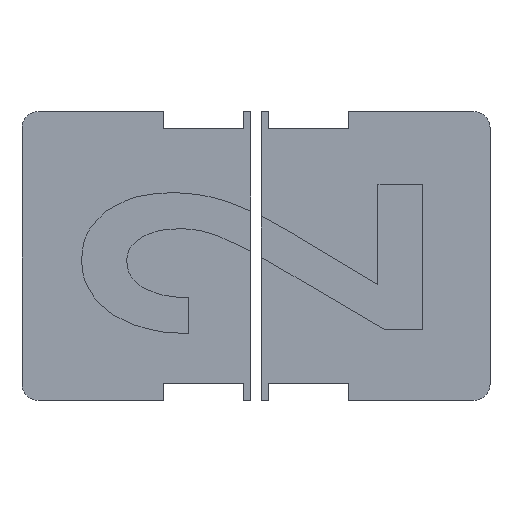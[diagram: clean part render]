
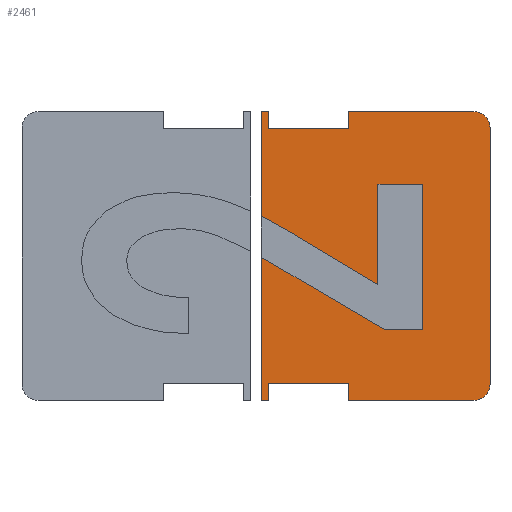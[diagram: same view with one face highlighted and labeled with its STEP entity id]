
A CAD part, top view. The second image highlights one B-rep face of the part: STEP entity #2461.
In plain terms, the highlighted planar face has unit normal (0, 0, 1).
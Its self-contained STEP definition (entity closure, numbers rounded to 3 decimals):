
#19=CIRCLE('',#2584,3.);
#20=CIRCLE('',#2587,3.);
#177=FACE_OUTER_BOUND('',#311,.T.);
#311=EDGE_LOOP('',(#2006,#2007,#2008,#2009,#2010,#2011,#2012,#2013,#2014,
#2015,#2016,#2017,#2018,#2019,#2020,#2021,#2022,#2023,#2024,#2025,#2026,
#2027,#2028));
#476=LINE('',#4133,#716);
#479=LINE('',#4139,#719);
#482=LINE('',#4145,#722);
#486=LINE('',#4186,#726);
#489=LINE('',#4192,#729);
#492=LINE('',#4196,#732);
#495=LINE('',#4234,#735);
#496=LINE('',#4236,#736);
#499=LINE('',#4242,#739);
#501=LINE('',#4246,#741);
#503=LINE('',#4250,#743);
#505=LINE('',#4253,#745);
#506=LINE('',#4256,#746);
#508=LINE('',#4260,#748);
#510=LINE('',#4264,#750);
#512=LINE('',#4268,#752);
#514=LINE('',#4272,#754);
#517=LINE('',#4280,#757);
#520=LINE('',#4287,#760);
#716=VECTOR('',#2813,10.);
#719=VECTOR('',#2818,10.);
#722=VECTOR('',#2823,10.);
#726=VECTOR('',#2829,10.);
#729=VECTOR('',#2834,10.);
#732=VECTOR('',#2839,10.);
#735=VECTOR('',#2846,10.);
#736=VECTOR('',#2847,10.);
#739=VECTOR('',#2852,10.);
#741=VECTOR('',#2856,10.);
#743=VECTOR('',#2860,10.);
#745=VECTOR('',#2864,10.);
#746=VECTOR('',#2867,10.);
#748=VECTOR('',#2871,10.);
#750=VECTOR('',#2875,10.);
#752=VECTOR('',#2879,10.);
#754=VECTOR('',#2883,10.);
#757=VECTOR('',#2892,10.);
#760=VECTOR('',#2901,10.);
#900=B_SPLINE_CURVE_WITH_KNOTS('',3,(#4175,#4176,#4177,#4178),
 .UNSPECIFIED.,.F.,.F.,(4,4),(0.363,0.697),
 .UNSPECIFIED.);
#903=B_SPLINE_CURVE_WITH_KNOTS('',3,(#4227,#4228,#4229,#4230),
 .UNSPECIFIED.,.F.,.F.,(4,4),(0.,0.007),.UNSPECIFIED.);
#1081=VERTEX_POINT('',#4130);
#1082=VERTEX_POINT('',#4132);
#1084=VERTEX_POINT('',#4138);
#1086=VERTEX_POINT('',#4144);
#1088=VERTEX_POINT('',#4164);
#1091=VERTEX_POINT('',#4183);
#1092=VERTEX_POINT('',#4185);
#1094=VERTEX_POINT('',#4191);
#1096=VERTEX_POINT('',#4220);
#1097=VERTEX_POINT('',#4232);
#1098=VERTEX_POINT('',#4235);
#1099=VERTEX_POINT('',#4239);
#1100=VERTEX_POINT('',#4241);
#1101=VERTEX_POINT('',#4245);
#1102=VERTEX_POINT('',#4249);
#1103=VERTEX_POINT('',#4255);
#1104=VERTEX_POINT('',#4259);
#1105=VERTEX_POINT('',#4263);
#1106=VERTEX_POINT('',#4267);
#1107=VERTEX_POINT('',#4271);
#1108=VERTEX_POINT('',#4275);
#1109=VERTEX_POINT('',#4279);
#1110=VERTEX_POINT('',#4283);
#1379=EDGE_CURVE('',#1082,#1081,#476,.T.);
#1382=EDGE_CURVE('',#1084,#1082,#479,.T.);
#1385=EDGE_CURVE('',#1086,#1084,#482,.T.);
#1389=EDGE_CURVE('',#1088,#1086,#900,.T.);
#1392=EDGE_CURVE('',#1092,#1091,#486,.T.);
#1395=EDGE_CURVE('',#1094,#1092,#489,.T.);
#1398=EDGE_CURVE('',#1081,#1094,#492,.T.);
#1402=EDGE_CURVE('',#1091,#1096,#903,.T.);
#1404=EDGE_CURVE('',#1096,#1097,#495,.T.);
#1405=EDGE_CURVE('',#1098,#1088,#496,.T.);
#1408=EDGE_CURVE('',#1100,#1099,#499,.T.);
#1410=EDGE_CURVE('',#1101,#1100,#501,.T.);
#1412=EDGE_CURVE('',#1102,#1101,#503,.T.);
#1414=EDGE_CURVE('',#1097,#1102,#505,.T.);
#1415=EDGE_CURVE('',#1103,#1098,#506,.T.);
#1417=EDGE_CURVE('',#1104,#1103,#508,.T.);
#1419=EDGE_CURVE('',#1105,#1104,#510,.T.);
#1421=EDGE_CURVE('',#1106,#1105,#512,.T.);
#1423=EDGE_CURVE('',#1107,#1106,#514,.T.);
#1425=EDGE_CURVE('',#1108,#1107,#19,.T.);
#1427=EDGE_CURVE('',#1109,#1108,#517,.T.);
#1429=EDGE_CURVE('',#1110,#1109,#20,.T.);
#1431=EDGE_CURVE('',#1099,#1110,#520,.T.);
#2006=ORIENTED_EDGE('',*,*,#1402,.T.);
#2007=ORIENTED_EDGE('',*,*,#1404,.T.);
#2008=ORIENTED_EDGE('',*,*,#1414,.T.);
#2009=ORIENTED_EDGE('',*,*,#1412,.T.);
#2010=ORIENTED_EDGE('',*,*,#1410,.T.);
#2011=ORIENTED_EDGE('',*,*,#1408,.T.);
#2012=ORIENTED_EDGE('',*,*,#1431,.T.);
#2013=ORIENTED_EDGE('',*,*,#1429,.T.);
#2014=ORIENTED_EDGE('',*,*,#1427,.T.);
#2015=ORIENTED_EDGE('',*,*,#1425,.T.);
#2016=ORIENTED_EDGE('',*,*,#1423,.T.);
#2017=ORIENTED_EDGE('',*,*,#1421,.T.);
#2018=ORIENTED_EDGE('',*,*,#1419,.T.);
#2019=ORIENTED_EDGE('',*,*,#1417,.T.);
#2020=ORIENTED_EDGE('',*,*,#1415,.T.);
#2021=ORIENTED_EDGE('',*,*,#1405,.T.);
#2022=ORIENTED_EDGE('',*,*,#1389,.T.);
#2023=ORIENTED_EDGE('',*,*,#1385,.T.);
#2024=ORIENTED_EDGE('',*,*,#1382,.T.);
#2025=ORIENTED_EDGE('',*,*,#1379,.T.);
#2026=ORIENTED_EDGE('',*,*,#1398,.T.);
#2027=ORIENTED_EDGE('',*,*,#1395,.T.);
#2028=ORIENTED_EDGE('',*,*,#1392,.T.);
#2354=PLANE('',#2589);
#2461=ADVANCED_FACE('',(#177),#2354,.T.);
#2584=AXIS2_PLACEMENT_3D('',#4276,#2887,#2888);
#2587=AXIS2_PLACEMENT_3D('',#4284,#2896,#2897);
#2589=AXIS2_PLACEMENT_3D('',#4288,#2902,#2903);
#2813=DIRECTION('',(1.,0.,0.));
#2818=DIRECTION('',(0.,1.,0.));
#2823=DIRECTION('',(0.857,-0.515,0.));
#2829=DIRECTION('',(-0.862,0.508,0.));
#2834=DIRECTION('',(-1.,0.,0.));
#2839=DIRECTION('',(0.,-1.,0.));
#2846=DIRECTION('',(0.,-1.,0.));
#2847=DIRECTION('',(0.,-1.,0.));
#2852=DIRECTION('',(0.,-1.,0.));
#2856=DIRECTION('',(1.,0.,0.));
#2860=DIRECTION('',(0.,1.,0.));
#2864=DIRECTION('',(1.,0.,0.));
#2867=DIRECTION('',(-1.,0.,0.));
#2871=DIRECTION('',(0.,1.,0.));
#2875=DIRECTION('',(-1.,0.,0.));
#2879=DIRECTION('',(0.,-1.,0.));
#2883=DIRECTION('',(-1.,0.,0.));
#2887=DIRECTION('center_axis',(0.,0.,1.));
#2888=DIRECTION('ref_axis',(1.,0.,0.));
#2892=DIRECTION('',(0.,1.,0.));
#2896=DIRECTION('center_axis',(0.,0.,1.));
#2897=DIRECTION('ref_axis',(0.,-1.,0.));
#2901=DIRECTION('',(1.,0.,0.));
#2902=DIRECTION('center_axis',(0.,0.,1.));
#2903=DIRECTION('ref_axis',(1.,0.,0.));
#4130=CARTESIAN_POINT('',(75.024,40.469,0.6));
#4132=CARTESIAN_POINT('',(66.63,40.469,0.6));
#4133=CARTESIAN_POINT('',(70.612,40.469,0.6));
#4138=CARTESIAN_POINT('',(66.63,21.666,0.6));
#4139=CARTESIAN_POINT('',(66.63,33.735,0.6));
#4144=CARTESIAN_POINT('',(50.144,31.568,0.6));
#4145=CARTESIAN_POINT('',(65.295,22.468,0.6));
#4164=CARTESIAN_POINT('',(44.8,34.496,0.6));
#4175=CARTESIAN_POINT('Ctrl Pts',(44.8,34.496,0.6));
#4176=CARTESIAN_POINT('Ctrl Pts',(46.656,33.586,0.6));
#4177=CARTESIAN_POINT('Ctrl Pts',(48.4,32.577,0.6));
#4178=CARTESIAN_POINT('Ctrl Pts',(50.144,31.568,0.6));
#4183=CARTESIAN_POINT('',(44.909,26.728,0.6));
#4185=CARTESIAN_POINT('',(67.798,13.237,0.6));
#4186=CARTESIAN_POINT('',(52.75,22.107,0.6));
#4191=CARTESIAN_POINT('',(75.024,13.237,0.6));
#4192=CARTESIAN_POINT('',(66.999,13.237,0.6));
#4196=CARTESIAN_POINT('',(75.024,20.119,0.6));
#4220=CARTESIAN_POINT('',(44.8,26.79,0.6));
#4227=CARTESIAN_POINT('Ctrl Pts',(44.909,26.728,0.6));
#4228=CARTESIAN_POINT('Ctrl Pts',(44.872,26.749,0.6));
#4229=CARTESIAN_POINT('Ctrl Pts',(44.836,26.77,0.6));
#4230=CARTESIAN_POINT('Ctrl Pts',(44.8,26.79,0.6));
#4232=CARTESIAN_POINT('',(44.8,0.,0.6));
#4234=CARTESIAN_POINT('',(44.8,54.,0.6));
#4235=CARTESIAN_POINT('',(44.8,54.,0.6));
#4236=CARTESIAN_POINT('',(44.8,54.,0.6));
#4239=CARTESIAN_POINT('',(61.2,0.,0.6));
#4241=CARTESIAN_POINT('',(61.2,3.2,0.6));
#4242=CARTESIAN_POINT('',(61.2,0.,0.6));
#4245=CARTESIAN_POINT('',(46.2,3.2,0.6));
#4246=CARTESIAN_POINT('',(61.2,3.2,0.6));
#4249=CARTESIAN_POINT('',(46.2,0.,0.6));
#4250=CARTESIAN_POINT('',(46.2,3.2,0.6));
#4253=CARTESIAN_POINT('',(5.,0.,0.6));
#4255=CARTESIAN_POINT('',(46.2,54.,0.6));
#4256=CARTESIAN_POINT('',(84.6,54.,0.6));
#4259=CARTESIAN_POINT('',(46.2,50.8,0.6));
#4260=CARTESIAN_POINT('',(46.2,50.8,0.6));
#4263=CARTESIAN_POINT('',(61.2,50.8,0.6));
#4264=CARTESIAN_POINT('',(61.2,50.8,0.6));
#4267=CARTESIAN_POINT('',(61.2,54.,0.6));
#4268=CARTESIAN_POINT('',(61.2,54.,0.6));
#4271=CARTESIAN_POINT('',(84.6,54.,0.6));
#4272=CARTESIAN_POINT('',(84.6,54.,0.6));
#4275=CARTESIAN_POINT('',(87.6,51.,0.6));
#4276=CARTESIAN_POINT('Origin',(84.6,51.,0.6));
#4279=CARTESIAN_POINT('',(87.6,3.,0.6));
#4280=CARTESIAN_POINT('',(87.6,3.,0.6));
#4283=CARTESIAN_POINT('',(84.6,0.,0.6));
#4284=CARTESIAN_POINT('Origin',(84.6,3.,0.6));
#4287=CARTESIAN_POINT('',(5.,0.,0.6));
#4288=CARTESIAN_POINT('Origin',(66.2,27.,0.6));
